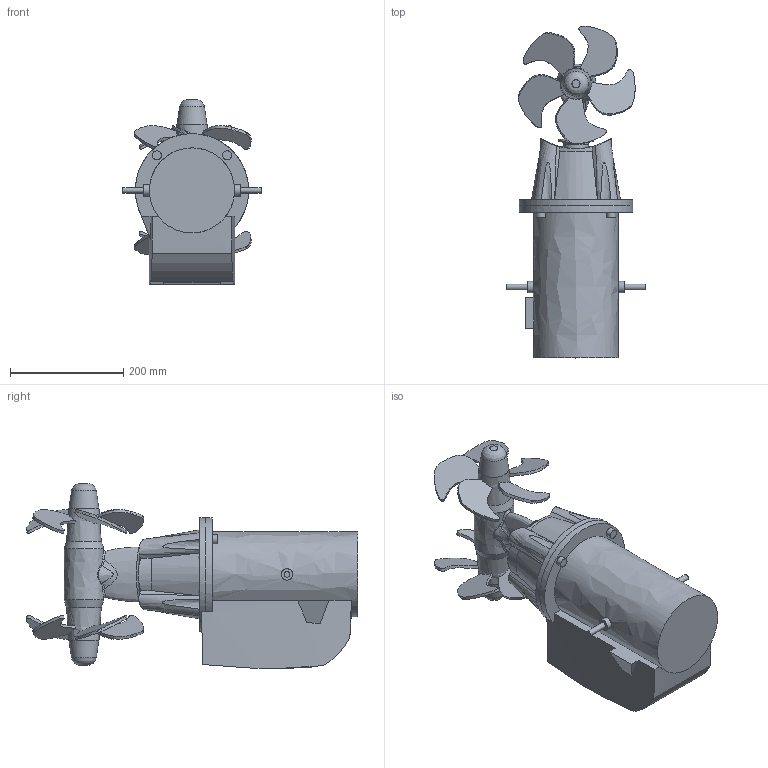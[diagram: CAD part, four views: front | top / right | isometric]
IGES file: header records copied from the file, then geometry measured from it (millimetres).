
Global section: file name: SE120-215; native system: Autodesk Inventor 2018; preprocessor: unknown; author: Elvira H.; date: 20180720.141813; units: millimetre
Bounding box: 244 x 585.51 x 326.35 mm (x, y, z)
Volume: 12035627.9 mm3; surface area: 534362.1 mm2
Topology: 3 solids, 3 shells, 225 faces, 590 edges, 391 vertices
Faces by surface type: bspline 225
